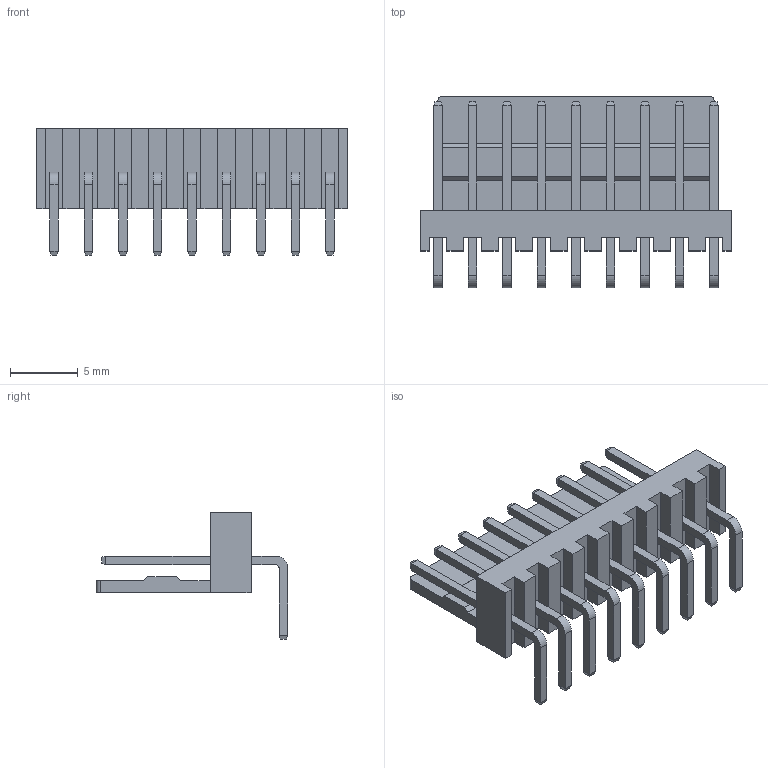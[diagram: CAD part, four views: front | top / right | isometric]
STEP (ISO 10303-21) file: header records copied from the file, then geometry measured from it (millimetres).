
FILE_DESCRIPTION (( 'STEP AP214' ), '1' );
FILE_NAME ('User Library-DS1070-9MR (WF-9RA CONNFLY).STEP', '2019-01-04T09:22:29', ( '' ), ( '' ), 'SwSTEP 2.0', 'SolidWorks 2018', '' );
FILE_SCHEMA (( 'AUTOMOTIVE_DESIGN' ));
Length unit declared in the file: millimetre
Products named in the file (1): User Library-DS1070-9MR (WF-9RA CONNFLY)
Bounding box: 22.86 x 14.1 x 9.3 mm (x, y, z)
Volume: 565.6 mm3; surface area: 1272.5 mm2
Topology: 1 solids, 1 shells, 250 faces, 618 edges, 388 vertices
Faces by surface type: plane 230, cylinder 20
Entity records: 7792 total; most frequent: CARTESIAN_POINT 1257, ORIENTED_EDGE 1236, DIRECTION 1160, EDGE_CURVE 618, VECTOR 578, LINE 578, VERTEX_POINT 388, AXIS2_PLACEMENT_3D 291
